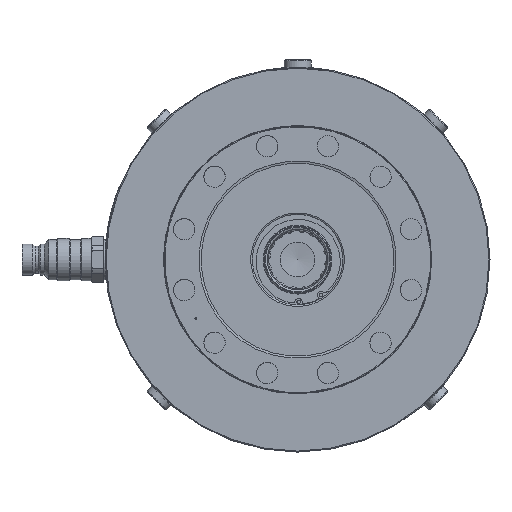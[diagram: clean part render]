
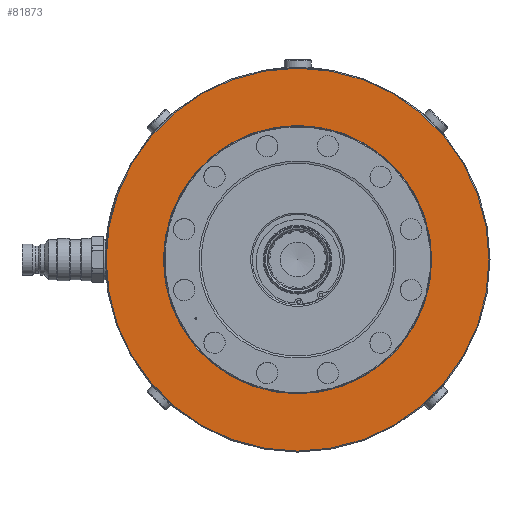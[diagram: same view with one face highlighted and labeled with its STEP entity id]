
A CAD part, front view. The second image highlights one B-rep face of the part: STEP entity #81873.
In plain terms, the highlighted planar face has unit normal (0, -1, 0).
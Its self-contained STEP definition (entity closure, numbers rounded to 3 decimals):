
#883 = FACE_BOUND ( 'NONE', #25452, .T. ) ;
#1384 = DIRECTION ( 'NONE',  ( 0., 1., 0. ) ) ;
#3048 = DIRECTION ( 'NONE',  ( 0., 0., 1. ) ) ;
#5458 = CIRCLE ( 'NONE', #28167, 69.75 ) ;
#10706 = DIRECTION ( 'NONE',  ( 0., 1., 0. ) ) ;
#16597 = PLANE ( 'NONE',  #94046 ) ;
#18413 = EDGE_CURVE ( 'NONE', #69798, #69798, #48496, .T. ) ;
#23179 = CARTESIAN_POINT ( 'NONE',  ( 69.75, -130., 0. ) ) ;
#25452 = EDGE_LOOP ( 'NONE', ( #66681 ) ) ;
#28167 = AXIS2_PLACEMENT_3D ( 'NONE', #33696, #55081, #78941 ) ;
#33696 = CARTESIAN_POINT ( 'NONE',  ( 0., -130., 0. ) ) ;
#39358 = ORIENTED_EDGE ( 'NONE', *, *, #18413, .F. ) ;
#39864 = EDGE_CURVE ( 'NONE', #67699, #67699, #5458, .T. ) ;
#40613 = CARTESIAN_POINT ( 'NONE',  ( 0., -130., 0. ) ) ;
#48496 = CIRCLE ( 'NONE', #76129, 99.5 ) ;
#55081 = DIRECTION ( 'NONE',  ( 0., 1., 0. ) ) ;
#59599 = CARTESIAN_POINT ( 'NONE',  ( 0., -130., 69.75 ) ) ;
#61221 = CARTESIAN_POINT ( 'NONE',  ( 0., -130., 99.5 ) ) ;
#61845 = FACE_OUTER_BOUND ( 'NONE', #63235, .T. ) ;
#63235 = EDGE_LOOP ( 'NONE', ( #39358 ) ) ;
#66681 = ORIENTED_EDGE ( 'NONE', *, *, #39864, .T. ) ;
#67699 = VERTEX_POINT ( 'NONE', #59599 ) ;
#69415 = DIRECTION ( 'NONE',  ( 0., 0., 1. ) ) ;
#69798 = VERTEX_POINT ( 'NONE', #61221 ) ;
#76129 = AXIS2_PLACEMENT_3D ( 'NONE', #40613, #10706, #3048 ) ;
#78941 = DIRECTION ( 'NONE',  ( 0., 0., 1. ) ) ;
#81873 = ADVANCED_FACE ( 'NONE', ( #61845, #883 ), #16597, .F. ) ;
#94046 = AXIS2_PLACEMENT_3D ( 'NONE', #23179, #1384, #69415 ) ;
